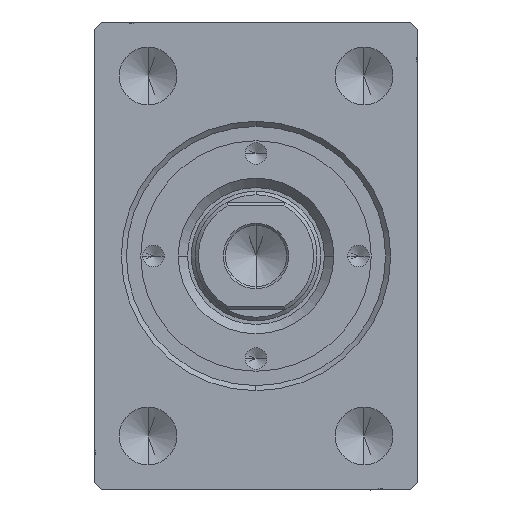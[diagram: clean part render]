
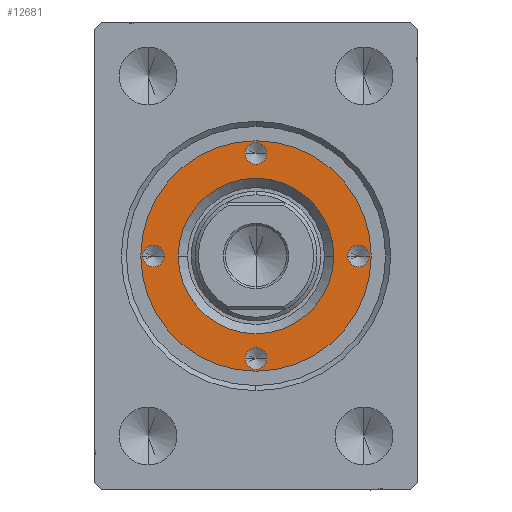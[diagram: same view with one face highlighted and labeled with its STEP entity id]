
A CAD part, left-side view. The second image highlights one B-rep face of the part: STEP entity #12681.
In plain terms, the highlighted face is planar.
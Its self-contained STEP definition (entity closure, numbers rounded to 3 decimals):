
#543 = EDGE_CURVE ( 'NONE', #2850, #16312, #36289, .T. ) ;
#546 = CARTESIAN_POINT ( 'NONE',  ( 12.75, 0., 7. ) ) ;
#1299 = EDGE_LOOP ( 'NONE', ( #33098, #21687 ) ) ;
#2166 = ORIENTED_EDGE ( 'NONE', *, *, #9077, .T. ) ;
#2342 = CARTESIAN_POINT ( 'NONE',  ( 0., 0., 7. ) ) ;
#2442 = AXIS2_PLACEMENT_3D ( 'NONE', #40534, #23612, #37192 ) ;
#2850 = VERTEX_POINT ( 'NONE', #42520 ) ;
#3060 = CARTESIAN_POINT ( 'NONE',  ( 14.25, 0., 7. ) ) ;
#3776 = EDGE_LOOP ( 'NONE', ( #29883, #23955 ) ) ;
#4092 = CARTESIAN_POINT ( 'NONE',  ( -12.75, 0., 7. ) ) ;
#4345 = DIRECTION ( 'NONE',  ( 0., 0., 1. ) ) ;
#4791 = DIRECTION ( 'NONE',  ( 1., 0., 0. ) ) ;
#5009 = FACE_BOUND ( 'NONE', #6476, .T. ) ;
#5602 = DIRECTION ( 'NONE',  ( 1., 0., 0. ) ) ;
#5754 = CIRCLE ( 'NONE', #19305, 1.5 ) ;
#5937 = VERTEX_POINT ( 'NONE', #38483 ) ;
#5982 = CARTESIAN_POINT ( 'NONE',  ( 16., 0., 7. ) ) ;
#6476 = EDGE_LOOP ( 'NONE', ( #2166, #12919 ) ) ;
#7052 = AXIS2_PLACEMENT_3D ( 'NONE', #25458, #32589, #36136 ) ;
#7095 = CARTESIAN_POINT ( 'NONE',  ( 15.75, 0., 7. ) ) ;
#7557 = EDGE_CURVE ( 'NONE', #17547, #37973, #5754, .T. ) ;
#7590 = CIRCLE ( 'NONE', #38207, 1.5 ) ;
#8398 = CIRCLE ( 'NONE', #9825, 10.8 ) ;
#8594 = FACE_BOUND ( 'NONE', #26047, .T. ) ;
#9077 = EDGE_CURVE ( 'NONE', #43252, #38217, #10762, .T. ) ;
#9825 = AXIS2_PLACEMENT_3D ( 'NONE', #27279, #33094, #37074 ) ;
#10762 = CIRCLE ( 'NONE', #17881, 10.8 ) ;
#10971 = ORIENTED_EDGE ( 'NONE', *, *, #23633, .F. ) ;
#10985 = AXIS2_PLACEMENT_3D ( 'NONE', #42714, #11953, #12168 ) ;
#11605 = CARTESIAN_POINT ( 'NONE',  ( -1.5, 14.25, 7. ) ) ;
#11948 = CARTESIAN_POINT ( 'NONE',  ( 0., 0., 7. ) ) ;
#11953 = DIRECTION ( 'NONE',  ( 0., 0., 1. ) ) ;
#11999 = CARTESIAN_POINT ( 'NONE',  ( -16., 0., 7. ) ) ;
#12053 = ORIENTED_EDGE ( 'NONE', *, *, #15187, .F. ) ;
#12165 = FACE_BOUND ( 'NONE', #39724, .T. ) ;
#12168 = DIRECTION ( 'NONE',  ( 1., 0., 0. ) ) ;
#12366 = AXIS2_PLACEMENT_3D ( 'NONE', #28027, #4345, #4791 ) ;
#12432 = VERTEX_POINT ( 'NONE', #11999 ) ;
#12681 = ADVANCED_FACE ( 'NONE', ( #8594, #21772, #12165, #32468, #5009, #29566 ), #22214, .T. ) ;
#12919 = ORIENTED_EDGE ( 'NONE', *, *, #26593, .T. ) ;
#14161 = VERTEX_POINT ( 'NONE', #19577 ) ;
#14730 = CIRCLE ( 'NONE', #26159, 1.5 ) ;
#15187 = EDGE_CURVE ( 'NONE', #41475, #14161, #18767, .T. ) ;
#15904 = CARTESIAN_POINT ( 'NONE',  ( 1.5, -14.25, 7. ) ) ;
#16255 = DIRECTION ( 'NONE',  ( 0., 0., 1. ) ) ;
#16312 = VERTEX_POINT ( 'NONE', #15904 ) ;
#16854 = AXIS2_PLACEMENT_3D ( 'NONE', #40113, #16255, #32996 ) ;
#17121 = CIRCLE ( 'NONE', #34213, 1.5 ) ;
#17547 = VERTEX_POINT ( 'NONE', #7095 ) ;
#17646 = EDGE_CURVE ( 'NONE', #5937, #42783, #27386, .T. ) ;
#17881 = AXIS2_PLACEMENT_3D ( 'NONE', #2342, #18880, #33140 ) ;
#18767 = CIRCLE ( 'NONE', #12366, 1.5 ) ;
#18880 = DIRECTION ( 'NONE',  ( 0., 0., -1. ) ) ;
#18962 = DIRECTION ( 'NONE',  ( 1., 0., 0. ) ) ;
#19305 = AXIS2_PLACEMENT_3D ( 'NONE', #3060, #43231, #43445 ) ;
#19577 = CARTESIAN_POINT ( 'NONE',  ( -15.75, 0., 7. ) ) ;
#20989 = CIRCLE ( 'NONE', #2442, 16. ) ;
#21134 = CIRCLE ( 'NONE', #16854, 1.5 ) ;
#21687 = ORIENTED_EDGE ( 'NONE', *, *, #44051, .T. ) ;
#21772 = FACE_BOUND ( 'NONE', #32767, .T. ) ;
#22214 = PLANE ( 'NONE',  #40077 ) ;
#22340 = AXIS2_PLACEMENT_3D ( 'NONE', #42807, #42145, #18962 ) ;
#23612 = DIRECTION ( 'NONE',  ( 0., 0., 1. ) ) ;
#23633 = EDGE_CURVE ( 'NONE', #14161, #41475, #7590, .T. ) ;
#23955 = ORIENTED_EDGE ( 'NONE', *, *, #543, .F. ) ;
#24051 = EDGE_CURVE ( 'NONE', #37973, #17547, #21134, .T. ) ;
#24669 = EDGE_CURVE ( 'NONE', #42783, #5937, #14730, .T. ) ;
#25110 = DIRECTION ( 'NONE',  ( 1., 0., 0. ) ) ;
#25458 = CARTESIAN_POINT ( 'NONE',  ( 0., -14.25, 7. ) ) ;
#26047 = EDGE_LOOP ( 'NONE', ( #12053, #10971 ) ) ;
#26102 = DIRECTION ( 'NONE',  ( 0., 0., 1. ) ) ;
#26159 = AXIS2_PLACEMENT_3D ( 'NONE', #29456, #26102, #32130 ) ;
#26593 = EDGE_CURVE ( 'NONE', #38217, #43252, #8398, .T. ) ;
#27279 = CARTESIAN_POINT ( 'NONE',  ( 0., 0., 7. ) ) ;
#27386 = CIRCLE ( 'NONE', #10985, 1.5 ) ;
#28027 = CARTESIAN_POINT ( 'NONE',  ( -14.25, 0., 7. ) ) ;
#29456 = CARTESIAN_POINT ( 'NONE',  ( 0., 14.25, 7. ) ) ;
#29499 = CARTESIAN_POINT ( 'NONE',  ( -14.25, 0., 7. ) ) ;
#29566 = FACE_OUTER_BOUND ( 'NONE', #1299, .T. ) ;
#29677 = CARTESIAN_POINT ( 'NONE',  ( -10.8, 0., 7. ) ) ;
#29883 = ORIENTED_EDGE ( 'NONE', *, *, #34904, .F. ) ;
#31793 = CARTESIAN_POINT ( 'NONE',  ( 0., -14.25, 7. ) ) ;
#32129 = VERTEX_POINT ( 'NONE', #5982 ) ;
#32130 = DIRECTION ( 'NONE',  ( 1., 0., 0. ) ) ;
#32468 = FACE_BOUND ( 'NONE', #3776, .T. ) ;
#32589 = DIRECTION ( 'NONE',  ( 0., 0., 1. ) ) ;
#32767 = EDGE_LOOP ( 'NONE', ( #42817, #37078 ) ) ;
#32996 = DIRECTION ( 'NONE',  ( 1., 0., 0. ) ) ;
#33094 = DIRECTION ( 'NONE',  ( 0., 0., -1. ) ) ;
#33098 = ORIENTED_EDGE ( 'NONE', *, *, #42846, .T. ) ;
#33140 = DIRECTION ( 'NONE',  ( 1., 0., 0. ) ) ;
#34213 = AXIS2_PLACEMENT_3D ( 'NONE', #31793, #38238, #25110 ) ;
#34904 = EDGE_CURVE ( 'NONE', #16312, #2850, #17121, .T. ) ;
#36136 = DIRECTION ( 'NONE',  ( 1., 0., 0. ) ) ;
#36236 = DIRECTION ( 'NONE',  ( 1., 0., 0. ) ) ;
#36289 = CIRCLE ( 'NONE', #7052, 1.5 ) ;
#36680 = CARTESIAN_POINT ( 'NONE',  ( 10.8, 0., 7. ) ) ;
#37074 = DIRECTION ( 'NONE',  ( 1., 0., 0. ) ) ;
#37078 = ORIENTED_EDGE ( 'NONE', *, *, #24669, .F. ) ;
#37192 = DIRECTION ( 'NONE',  ( 1., 0., 0. ) ) ;
#37973 = VERTEX_POINT ( 'NONE', #546 ) ;
#38207 = AXIS2_PLACEMENT_3D ( 'NONE', #29499, #39072, #5602 ) ;
#38217 = VERTEX_POINT ( 'NONE', #29677 ) ;
#38238 = DIRECTION ( 'NONE',  ( 0., 0., 1. ) ) ;
#38483 = CARTESIAN_POINT ( 'NONE',  ( 1.5, 14.25, 7. ) ) ;
#39072 = DIRECTION ( 'NONE',  ( 0., 0., 1. ) ) ;
#39582 = DIRECTION ( 'NONE',  ( 0., 0., 1. ) ) ;
#39724 = EDGE_LOOP ( 'NONE', ( #40318, #43553 ) ) ;
#40077 = AXIS2_PLACEMENT_3D ( 'NONE', #11948, #39582, #36236 ) ;
#40113 = CARTESIAN_POINT ( 'NONE',  ( 14.25, 0., 7. ) ) ;
#40318 = ORIENTED_EDGE ( 'NONE', *, *, #7557, .F. ) ;
#40534 = CARTESIAN_POINT ( 'NONE',  ( 0., 0., 7. ) ) ;
#41475 = VERTEX_POINT ( 'NONE', #4092 ) ;
#41543 = CIRCLE ( 'NONE', #22340, 16. ) ;
#42145 = DIRECTION ( 'NONE',  ( 0., 0., 1. ) ) ;
#42520 = CARTESIAN_POINT ( 'NONE',  ( -1.5, -14.25, 7. ) ) ;
#42714 = CARTESIAN_POINT ( 'NONE',  ( 0., 14.25, 7. ) ) ;
#42783 = VERTEX_POINT ( 'NONE', #11605 ) ;
#42807 = CARTESIAN_POINT ( 'NONE',  ( 0., 0., 7. ) ) ;
#42817 = ORIENTED_EDGE ( 'NONE', *, *, #17646, .F. ) ;
#42846 = EDGE_CURVE ( 'NONE', #12432, #32129, #41543, .T. ) ;
#43231 = DIRECTION ( 'NONE',  ( 0., 0., 1. ) ) ;
#43252 = VERTEX_POINT ( 'NONE', #36680 ) ;
#43445 = DIRECTION ( 'NONE',  ( 1., 0., 0. ) ) ;
#43553 = ORIENTED_EDGE ( 'NONE', *, *, #24051, .F. ) ;
#44051 = EDGE_CURVE ( 'NONE', #32129, #12432, #20989, .T. ) ;
